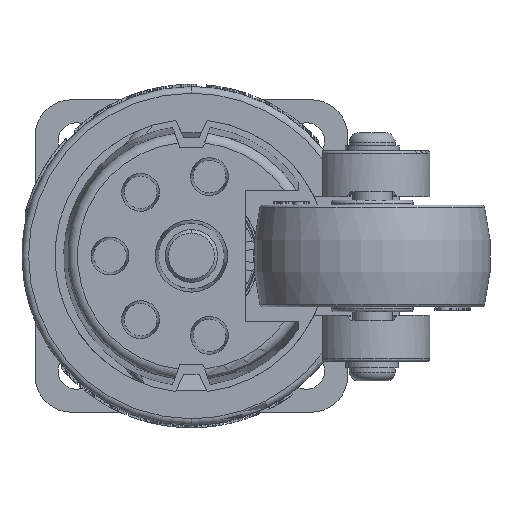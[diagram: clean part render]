
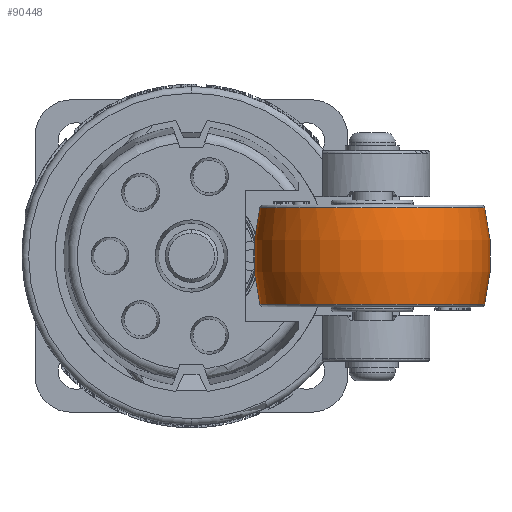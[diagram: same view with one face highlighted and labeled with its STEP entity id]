
A CAD part, front view. The second image highlights one B-rep face of the part: STEP entity #90448.
In plain terms, the highlighted toroidal (fillet/blend) face has major radius 24 mm and minor radius 60 mm.
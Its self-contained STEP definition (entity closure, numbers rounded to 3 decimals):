
#2218 = AXIS2_PLACEMENT_3D ( 'NONE', #17675, #67839, #24842 ) ;
#2720 = CIRCLE ( 'NONE', #67463, 60. ) ;
#2962 = EDGE_CURVE ( 'NONE', #13233, #73574, #83436, .T. ) ;
#9523 = DIRECTION ( 'NONE',  ( 0., 0., -1. ) ) ;
#10128 = FACE_OUTER_BOUND ( 'NONE', #41290, .T. ) ;
#13233 = VERTEX_POINT ( 'NONE', #52837 ) ;
#13694 = DIRECTION ( 'NONE',  ( 0., 0., 1. ) ) ;
#16245 = CARTESIAN_POINT ( 'NONE',  ( 31., 9., 0. ) ) ;
#17675 = CARTESIAN_POINT ( 'NONE',  ( 55., 9., 14.746 ) ) ;
#23410 = DIRECTION ( 'NONE',  ( -1., 0., 0. ) ) ;
#24842 = DIRECTION ( 'NONE',  ( -1., 0., 0. ) ) ;
#27402 = VERTEX_POINT ( 'NONE', #47331 ) ;
#31807 = AXIS2_PLACEMENT_3D ( 'NONE', #56622, #13694, #63815 ) ;
#34120 = EDGE_CURVE ( 'NONE', #73574, #27402, #2720, .T. ) ;
#34240 = DIRECTION ( 'NONE',  ( 0., -1., 0. ) ) ;
#41290 = EDGE_LOOP ( 'NONE', ( #73374, #65980, #71449, #88797 ) ) ;
#47331 = CARTESIAN_POINT ( 'NONE',  ( 20.84, 9., -14.746 ) ) ;
#52837 = CARTESIAN_POINT ( 'NONE',  ( 89.16, 9., 14.746 ) ) ;
#54176 = CIRCLE ( 'NONE', #31807, 34.16 ) ;
#56622 = CARTESIAN_POINT ( 'NONE',  ( 55., 9., -14.746 ) ) ;
#58512 = EDGE_CURVE ( 'NONE', #13233, #71345, #72859, .T. ) ;
#60946 = CARTESIAN_POINT ( 'NONE',  ( 20.84, 9., 14.746 ) ) ;
#62168 = AXIS2_PLACEMENT_3D ( 'NONE', #66822, #9523, #80898 ) ;
#63815 = DIRECTION ( 'NONE',  ( 1., 0., 0. ) ) ;
#65980 = ORIENTED_EDGE ( 'NONE', *, *, #2962, .T. ) ;
#66363 = DIRECTION ( 'NONE',  ( 0., 1., 0. ) ) ;
#66822 = CARTESIAN_POINT ( 'NONE',  ( 55., 9., 0. ) ) ;
#67304 = TOROIDAL_SURFACE ( 'NONE', #62168, -24., 60. ) ;
#67463 = AXIS2_PLACEMENT_3D ( 'NONE', #77216, #34240, #84370 ) ;
#67839 = DIRECTION ( 'NONE',  ( 0., 0., -1. ) ) ;
#69057 = AXIS2_PLACEMENT_3D ( 'NONE', #16245, #66363, #23410 ) ;
#71345 = VERTEX_POINT ( 'NONE', #92674 ) ;
#71449 = ORIENTED_EDGE ( 'NONE', *, *, #34120, .T. ) ;
#72859 = CIRCLE ( 'NONE', #69057, 60. ) ;
#73374 = ORIENTED_EDGE ( 'NONE', *, *, #58512, .F. ) ;
#73574 = VERTEX_POINT ( 'NONE', #60946 ) ;
#77216 = CARTESIAN_POINT ( 'NONE',  ( 79., 9., 0. ) ) ;
#77713 = EDGE_CURVE ( 'NONE', #27402, #71345, #54176, .T. ) ;
#80898 = DIRECTION ( 'NONE',  ( -1., 0., 0. ) ) ;
#83436 = CIRCLE ( 'NONE', #2218, 34.16 ) ;
#84370 = DIRECTION ( 'NONE',  ( 0., 0., -1. ) ) ;
#88797 = ORIENTED_EDGE ( 'NONE', *, *, #77713, .T. ) ;
#90448 = ADVANCED_FACE ( 'NONE', ( #10128 ), #67304, .T. ) ;
#92674 = CARTESIAN_POINT ( 'NONE',  ( 89.16, 9., -14.746 ) ) ;
